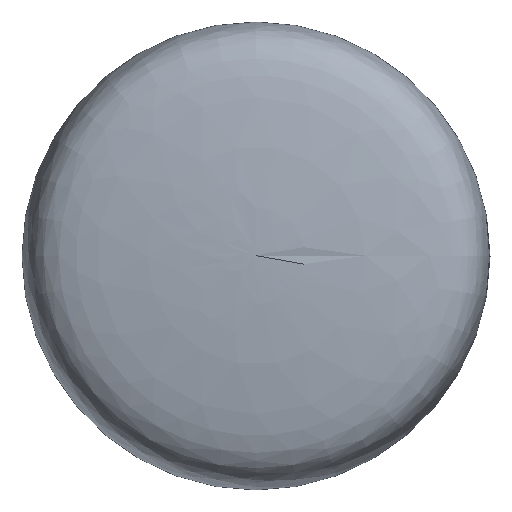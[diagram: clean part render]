
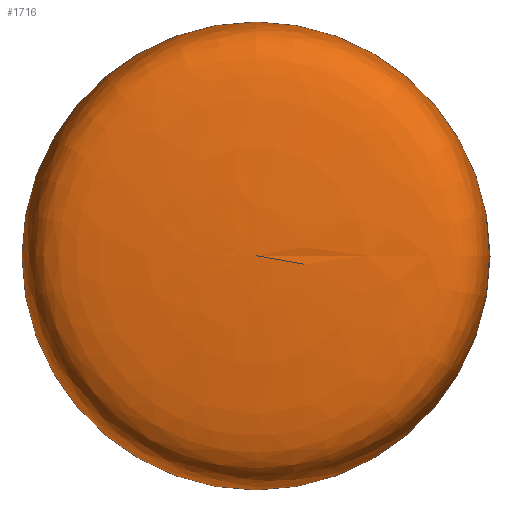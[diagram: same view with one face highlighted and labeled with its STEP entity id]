
A CAD part, top view. The second image highlights one B-rep face of the part: STEP entity #1716.
In plain terms, the highlighted face is a revolution surface.
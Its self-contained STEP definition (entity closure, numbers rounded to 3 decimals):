
#657 = PLANE('',#658);
#658 = AXIS2_PLACEMENT_3D('',#659,#660,#661);
#659 = CARTESIAN_POINT('',(0.,0.,-7.));
#660 = DIRECTION('',(0.,0.,-1.));
#661 = DIRECTION('',(1.,0.,0.));
#1655 = EDGE_CURVE('',#1656,#1656,#1658,.T.);
#1656 = VERTEX_POINT('',#1657);
#1657 = CARTESIAN_POINT('',(11.,0.,-7.));
#1658 = SURFACE_CURVE('',#1659,(#1664,#1671),.PCURVE_S1.);
#1659 = CIRCLE('',#1660,11.);
#1660 = AXIS2_PLACEMENT_3D('',#1661,#1662,#1663);
#1661 = CARTESIAN_POINT('',(0.,0.,-7.));
#1662 = DIRECTION('',(0.,0.,-1.));
#1663 = DIRECTION('',(1.,0.,0.));
#1664 = PCURVE('',#657,#1665);
#1665 = DEFINITIONAL_REPRESENTATION('',(#1666),#1670);
#1666 = CIRCLE('',#1667,11.);
#1667 = AXIS2_PLACEMENT_2D('',#1668,#1669);
#1668 = CARTESIAN_POINT('',(0.,0.));
#1669 = DIRECTION('',(1.,0.));
#1670 = ( GEOMETRIC_REPRESENTATION_CONTEXT(2) 
PARAMETRIC_REPRESENTATION_CONTEXT() REPRESENTATION_CONTEXT('2D SPACE',''
  ) );
#1671 = PCURVE('',#1672,#1682);
#1672 = SURFACE_OF_REVOLUTION('',#1673,#1679);
#1673 = B_SPLINE_CURVE_WITH_KNOTS('',3,(#1674,#1675,#1676,#1677,#1678),
  .UNSPECIFIED.,.F.,.F.,(4,1,4),(0.,0.5,1.),.QUASI_UNIFORM_KNOTS.);
#1674 = CARTESIAN_POINT('',(0.,0.,2.));
#1675 = CARTESIAN_POINT('',(2.,0.,2.));
#1676 = CARTESIAN_POINT('',(10.946,0.,1.5));
#1677 = CARTESIAN_POINT('',(11.,0.,-0.5));
#1678 = CARTESIAN_POINT('',(11.,0.,-7.));
#1679 = AXIS1_PLACEMENT('',#1680,#1681);
#1680 = CARTESIAN_POINT('',(0.,0.,0.));
#1681 = DIRECTION('',(0.,0.,-1.));
#1682 = DEFINITIONAL_REPRESENTATION('',(#1683),#1686);
#1683 = B_SPLINE_CURVE_WITH_KNOTS('',1,(#1684,#1685),.UNSPECIFIED.,.F.,
  .F.,(2,2),(0.,6.283),.PIECEWISE_BEZIER_KNOTS.);
#1684 = CARTESIAN_POINT('',(0.,1.));
#1685 = CARTESIAN_POINT('',(6.283,1.));
#1686 = ( GEOMETRIC_REPRESENTATION_CONTEXT(2) 
PARAMETRIC_REPRESENTATION_CONTEXT() REPRESENTATION_CONTEXT('2D SPACE',''
  ) );
#1716 = ADVANCED_FACE('',(#1717),#1672,.T.);
#1717 = FACE_BOUND('',#1718,.T.);
#1718 = EDGE_LOOP('',(#1719,#1742,#1743));
#1719 = ORIENTED_EDGE('',*,*,#1720,.T.);
#1720 = EDGE_CURVE('',#1721,#1656,#1723,.T.);
#1721 = VERTEX_POINT('',#1722);
#1722 = CARTESIAN_POINT('',(0.,0.,2.));
#1723 = SEAM_CURVE('',#1724,(#1730,#1736),.PCURVE_S1.);
#1724 = B_SPLINE_CURVE_WITH_KNOTS('',3,(#1725,#1726,#1727,#1728,#1729),
  .UNSPECIFIED.,.F.,.F.,(4,1,4),(0.,0.5,1.),.QUASI_UNIFORM_KNOTS.);
#1725 = CARTESIAN_POINT('',(0.,0.,2.));
#1726 = CARTESIAN_POINT('',(2.,0.,2.));
#1727 = CARTESIAN_POINT('',(10.946,0.,1.5));
#1728 = CARTESIAN_POINT('',(11.,0.,-0.5));
#1729 = CARTESIAN_POINT('',(11.,0.,-7.));
#1730 = PCURVE('',#1672,#1731);
#1731 = DEFINITIONAL_REPRESENTATION('',(#1732),#1735);
#1732 = B_SPLINE_CURVE_WITH_KNOTS('',1,(#1733,#1734),.UNSPECIFIED.,.F.,
  .F.,(2,2),(0.,1.),.PIECEWISE_BEZIER_KNOTS.);
#1733 = CARTESIAN_POINT('',(0.,0.));
#1734 = CARTESIAN_POINT('',(0.,1.));
#1735 = ( GEOMETRIC_REPRESENTATION_CONTEXT(2) 
PARAMETRIC_REPRESENTATION_CONTEXT() REPRESENTATION_CONTEXT('2D SPACE',''
  ) );
#1736 = PCURVE('',#1672,#1737);
#1737 = DEFINITIONAL_REPRESENTATION('',(#1738),#1741);
#1738 = B_SPLINE_CURVE_WITH_KNOTS('',1,(#1739,#1740),.UNSPECIFIED.,.F.,
  .F.,(2,2),(0.,1.),.PIECEWISE_BEZIER_KNOTS.);
#1739 = CARTESIAN_POINT('',(6.283,0.));
#1740 = CARTESIAN_POINT('',(6.283,1.));
#1741 = ( GEOMETRIC_REPRESENTATION_CONTEXT(2) 
PARAMETRIC_REPRESENTATION_CONTEXT() REPRESENTATION_CONTEXT('2D SPACE',''
  ) );
#1742 = ORIENTED_EDGE('',*,*,#1655,.F.);
#1743 = ORIENTED_EDGE('',*,*,#1720,.F.);
